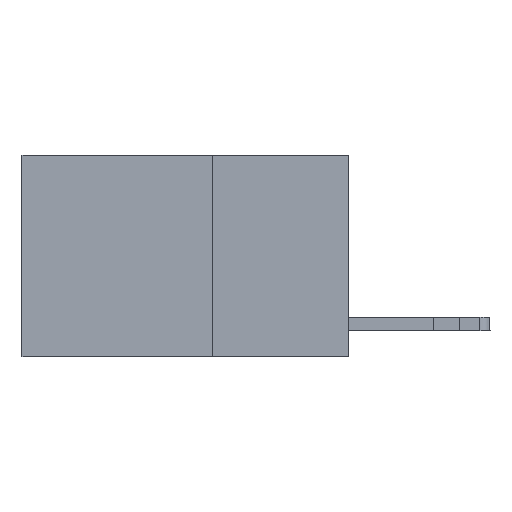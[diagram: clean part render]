
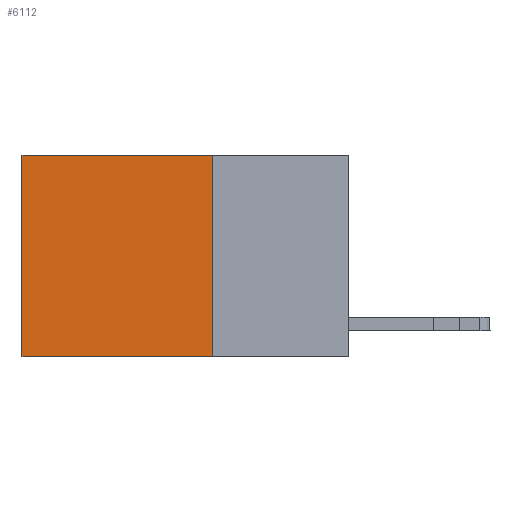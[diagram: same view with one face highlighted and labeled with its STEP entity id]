
A CAD part, left-side view. The second image highlights one B-rep face of the part: STEP entity #6112.
In plain terms, the highlighted planar face has unit normal (-1, 0, 0).
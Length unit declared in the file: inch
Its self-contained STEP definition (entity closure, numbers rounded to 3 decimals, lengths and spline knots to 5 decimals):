
#978 = EDGE_CURVE ( 'NONE', #3575, #9407, #9575, .T. ) ;
#1143 = EDGE_CURVE ( 'NONE', #8468, #6319, #3306, .T. ) ;
#1431 = CARTESIAN_POINT ( 'NONE',  ( 0.2625, 0.25, 0. ) ) ;
#1651 = DIRECTION ( 'NONE',  ( 1., 0., 0. ) ) ;
#3306 = LINE ( 'NONE', #6635, #16241 ) ;
#3507 = FACE_OUTER_BOUND ( 'NONE', #12577, .T. ) ;
#3575 = VERTEX_POINT ( 'NONE', #4314 ) ;
#4314 = CARTESIAN_POINT ( 'NONE',  ( 0.2625, 0.25, 0. ) ) ;
#4753 = DIRECTION ( 'NONE',  ( 0., 0., -1. ) ) ;
#6112 = ADVANCED_FACE ( 'NONE', ( #3507 ), #6630, .F. ) ;
#6319 = VERTEX_POINT ( 'NONE', #18409 ) ;
#6436 = DIRECTION ( 'NONE',  ( 0., 1., 0. ) ) ;
#6630 = PLANE ( 'NONE',  #15568 ) ;
#6635 = CARTESIAN_POINT ( 'NONE',  ( 0.2625, 0.25, -0.37 ) ) ;
#7560 = CARTESIAN_POINT ( 'NONE',  ( 0.2625, 0.25, -0.37 ) ) ;
#8317 = CARTESIAN_POINT ( 'NONE',  ( 0.2625, 0.25, 0. ) ) ;
#8468 = VERTEX_POINT ( 'NONE', #7560 ) ;
#9366 = LINE ( 'NONE', #1431, #18328 ) ;
#9407 = VERTEX_POINT ( 'NONE', #17530 ) ;
#9575 = LINE ( 'NONE', #18647, #9927 ) ;
#9927 = VECTOR ( 'NONE', #20503, 39.37008 ) ;
#10076 = ORIENTED_EDGE ( 'NONE', *, *, #18116, .T. ) ;
#11905 = DIRECTION ( 'NONE',  ( 0., 0., -1. ) ) ;
#12577 = EDGE_LOOP ( 'NONE', ( #10076, #19094, #16587, #20086 ) ) ;
#12790 = DIRECTION ( 'NONE',  ( 0., 0., -1. ) ) ;
#14624 = VECTOR ( 'NONE', #11905, 39.37008 ) ;
#15568 = AXIS2_PLACEMENT_3D ( 'NONE', #8317, #1651, #12790 ) ;
#16241 = VECTOR ( 'NONE', #6436, 39.37008 ) ;
#16587 = ORIENTED_EDGE ( 'NONE', *, *, #17355, .F. ) ;
#16799 = LINE ( 'NONE', #19824, #14624 ) ;
#17355 = EDGE_CURVE ( 'NONE', #3575, #8468, #9366, .T. ) ;
#17530 = CARTESIAN_POINT ( 'NONE',  ( 0.2625, 0.6, 0. ) ) ;
#18116 = EDGE_CURVE ( 'NONE', #9407, #6319, #16799, .T. ) ;
#18328 = VECTOR ( 'NONE', #4753, 39.37008 ) ;
#18409 = CARTESIAN_POINT ( 'NONE',  ( 0.2625, 0.6, -0.37 ) ) ;
#18647 = CARTESIAN_POINT ( 'NONE',  ( 0.2625, 0.25, 0. ) ) ;
#19094 = ORIENTED_EDGE ( 'NONE', *, *, #1143, .F. ) ;
#19824 = CARTESIAN_POINT ( 'NONE',  ( 0.2625, 0.6, 0. ) ) ;
#20086 = ORIENTED_EDGE ( 'NONE', *, *, #978, .T. ) ;
#20503 = DIRECTION ( 'NONE',  ( 0., 1., 0. ) ) ;
